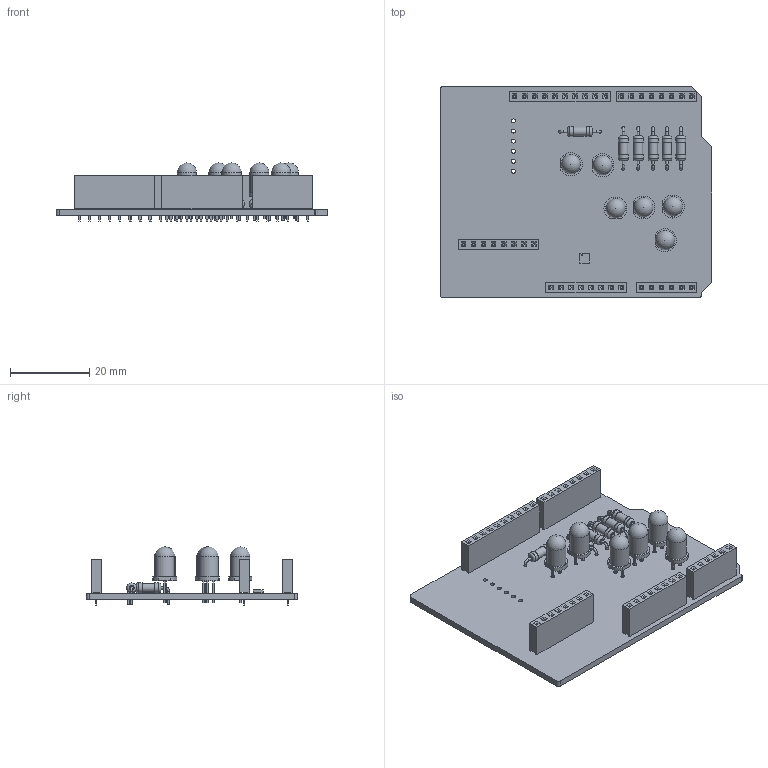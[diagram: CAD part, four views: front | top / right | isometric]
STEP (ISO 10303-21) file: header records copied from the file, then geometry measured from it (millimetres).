
FILE_DESCRIPTION(('KiCad electronic assembly'),'2;1');
FILE_NAME('project.step','2025-03-15T19:58:08',('Pcbnew'),('Kicad'), 'Open CASCADE STEP processor 7.8','KiCad to STEP converter','Unknown' );
FILE_SCHEMA(('AUTOMOTIVE_DESIGN { 1 0 10303 214 1 1 1 1 }'));
Length unit declared in the file: millimetre
Products named in the file (14): project 1; PinSocket_1x08_P2.54mm_Vertical; PinSocket_1x06_P2.54mm_Vertical; PinSocket_1x10_P2.54mm_Vertical; LED_D5.0mm; R_Axial_DIN0207_L6.3mm_D2.5mm_P10.16mm_Horizontal; R_Axial_DIN0207_L63mm_D25mm_P1016mm_Horizontal; Bosch_LGA-8_2.5x2.5mm_P0.65mm_ClockwisePinNumbering; Bosch_LGA_8_25x25mm_P065mm_ClockwisePinNumbering; project_PCB
Assembly tree (25 placements, depth 3):
  project 1
    PinSocket_1x08_P2.54mm_Vertical  x3
      PinSocket_1x08_P2.54mm_Vertical
    PinSocket_1x06_P2.54mm_Vertical
      PinSocket_1x06_P2.54mm_Vertical
    PinSocket_1x10_P2.54mm_Vertical
      PinSocket_1x10_P2.54mm_Vertical
    LED_D5.0mm  x6
      LED_D5.0mm
    R_Axial_DIN0207_L6.3mm_D2.5mm_P10.16mm_Horizontal  x6
      R_Axial_DIN0207_L63mm_D25mm_P1016mm_Horizontal
    Bosch_LGA-8_2.5x2.5mm_P0.65mm_ClockwisePinNumbering
      Bosch_LGA_8_25x25mm_P065mm_ClockwisePinNumbering
    project_PCB
Bounding box: 68.58 x 53.34 x 14.7 mm (x, y, z)
Volume: 8882.9 mm3; surface area: 12904.2 mm2
Topology: 19 solids, 19 shells, 1423 faces, 3578 edges, 2318 vertices
Faces by surface type: plane 1265, cylinder 128, torus 24, sphere 6
Full cylindrical faces by diameter (mm): 0.2 x1, 0.6 x24, 0.8 x12, 0.9 x12, 1 x40, 1.016 x6, 2.25 x6, 2.5 x12, 4.9 x6
Entity records: 30374 total; most frequent: CARTESIAN_POINT 4366, ORIENTED_EDGE 4262, DIRECTION 4000, EDGE_CURVE 2131, LINE 1958, VECTOR 1958, VERTEX_POINT 1387, FACE_BOUND 1026
